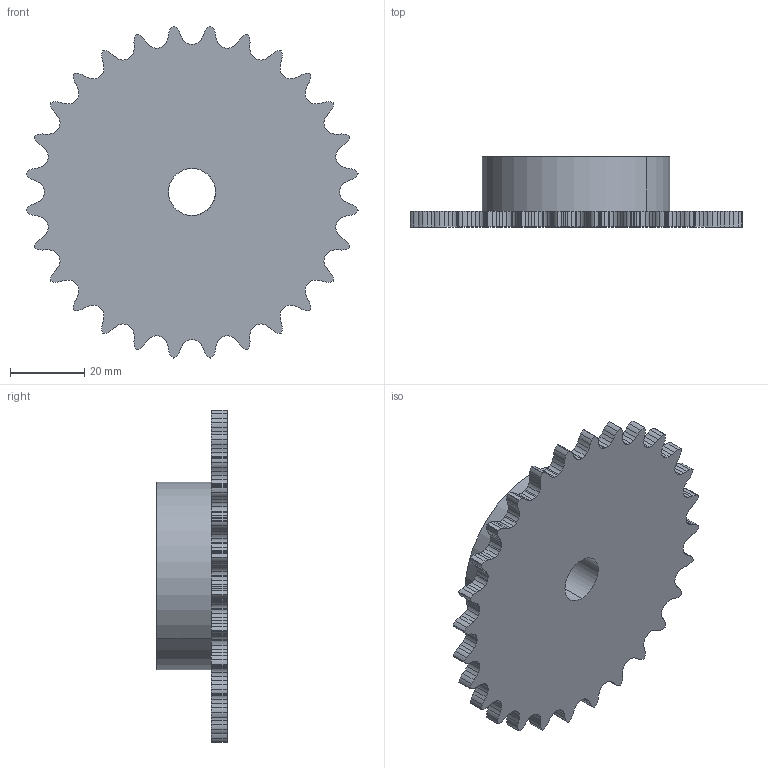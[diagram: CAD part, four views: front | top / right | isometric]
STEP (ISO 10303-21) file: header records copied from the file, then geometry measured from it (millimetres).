
FILE_DESCRIPTION((''),'2;1');
FILE_NAME('rcss-3828.stp','2001-12-29T13:31:48',('Administrator'),(''),'Autodesk Inventor (tm) 3.0','Autodesk Inventor (tm) 3.0','');
FILE_SCHEMA(('CONFIG_CONTROL_DESIGN'));
Length unit declared in the file: inch
Products named in the file (1): rcss-3828
Bounding box: 89.7 x 19.05 x 89.7 mm (x, y, z)
Volume: 51109.3 mm3; surface area: 15699.3 mm2
Topology: 1 solids, 1 shells, 399 faces, 1189 edges, 793 vertices
Faces by surface type: cylinder 340, plane 59
Entity records: 13893 total; most frequent: DIRECTION 2670, CARTESIAN_POINT 2382, ORIENTED_EDGE 2378, EDGE_CURVE 1189, AXIS2_PLACEMENT_3D 1081, VERTEX_POINT 793, CIRCLE 681, VECTOR 508
